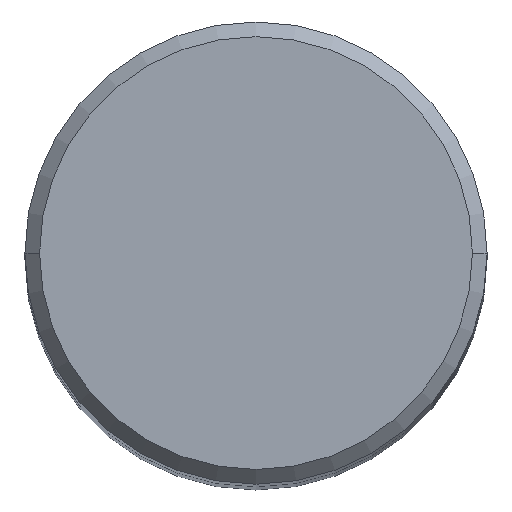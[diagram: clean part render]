
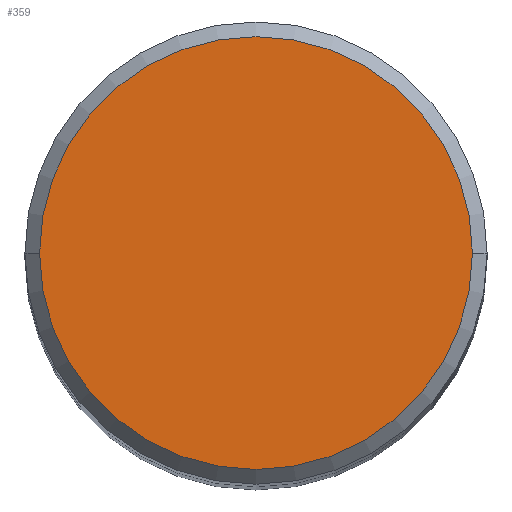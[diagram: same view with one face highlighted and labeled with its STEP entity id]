
A CAD part, top view. The second image highlights one B-rep face of the part: STEP entity #359.
In plain terms, the highlighted planar face has unit normal (0, 0, 1).
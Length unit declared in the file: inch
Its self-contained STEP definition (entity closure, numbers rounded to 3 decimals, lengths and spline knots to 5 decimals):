
#4 = DIRECTION ( 'NONE',  ( 1., 0., 0. ) ) ;
#3 = FACE_OUTER_BOUND ( 'NONE', #91, .T. ) ;
#7 = CARTESIAN_POINT ( 'NONE',  ( 0., 0., 0. ) ) ;
#42 = CARTESIAN_POINT ( 'NONE',  ( 0., 0., 0. ) ) ;
#78 = CARTESIAN_POINT ( 'NONE',  ( -0.29495, 0., 0. ) ) ;
#79 = CARTESIAN_POINT ( 'NONE',  ( 0., 0.29495, 0. ) ) ;
#80 = ORIENTED_EDGE ( 'NONE', *, *, #210, .T. ) ;
#91 = EDGE_LOOP ( 'NONE', ( #125, #80 ) ) ;
#100 = VERTEX_POINT ( 'NONE', #78 ) ;
#110 = DIRECTION ( 'NONE',  ( -1., 0., 0. ) ) ;
#118 = CIRCLE ( 'NONE', #128, 0.29495 ) ;
#125 = ORIENTED_EDGE ( 'NONE', *, *, #290, .T. ) ;
#128 = AXIS2_PLACEMENT_3D ( 'NONE', #42, #349, #352 ) ;
#152 = VERTEX_POINT ( 'NONE', #163 ) ;
#154 = DIRECTION ( 'NONE',  ( 0., 0., 1. ) ) ;
#162 = PLANE ( 'NONE',  #331 ) ;
#163 = CARTESIAN_POINT ( 'NONE',  ( 0.29495, 0., 0. ) ) ;
#176 = AXIS2_PLACEMENT_3D ( 'NONE', #7, #154, #4 ) ;
#190 = CIRCLE ( 'NONE', #176, 0.29495 ) ;
#210 = EDGE_CURVE ( 'NONE', #152, #100, #118, .T. ) ;
#272 = DIRECTION ( 'NONE',  ( 0., 0., -1. ) ) ;
#290 = EDGE_CURVE ( 'NONE', #100, #152, #190, .T. ) ;
#331 = AXIS2_PLACEMENT_3D ( 'NONE', #79, #272, #110 ) ;
#349 = DIRECTION ( 'NONE',  ( 0., 0., 1. ) ) ;
#352 = DIRECTION ( 'NONE',  ( 1., 0., 0. ) ) ;
#359 = ADVANCED_FACE ( 'NONE', ( #3 ), #162, .F. ) ;
